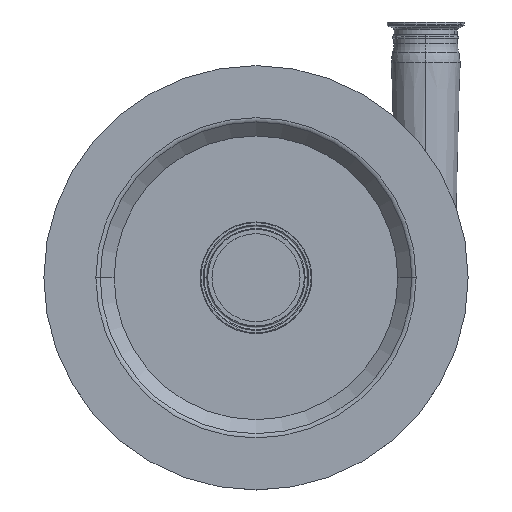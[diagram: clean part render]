
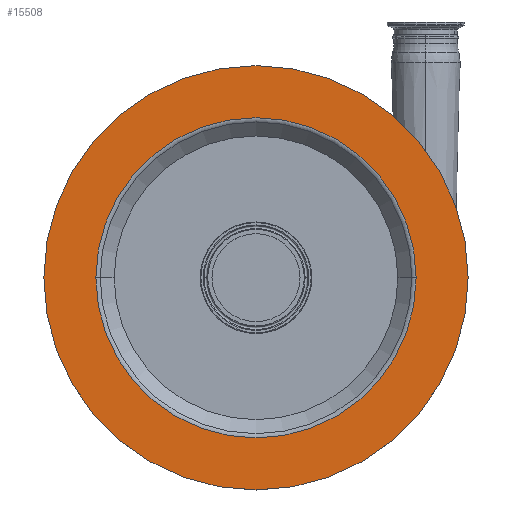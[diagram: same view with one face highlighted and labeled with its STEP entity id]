
A CAD part, top view. The second image highlights one B-rep face of the part: STEP entity #15508.
In plain terms, the highlighted planar face has unit normal (0, 0, 1).
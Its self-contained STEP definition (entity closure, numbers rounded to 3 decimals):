
#13 = DIRECTION ( 'NONE',  ( 0., 0., -1. ) ) ;
#1006 = CARTESIAN_POINT ( 'NONE',  ( 0., 0., 66. ) ) ;
#1161 = FACE_BOUND ( 'NONE', #12536, .T. ) ;
#1303 = ORIENTED_EDGE ( 'NONE', *, *, #12366, .F. ) ;
#1879 = ORIENTED_EDGE ( 'NONE', *, *, #5013, .T. ) ;
#2160 = CIRCLE ( 'NONE', #4885, 132.071 ) ;
#2388 = CARTESIAN_POINT ( 'NONE',  ( 0., 0., 66. ) ) ;
#3605 = CARTESIAN_POINT ( 'NONE',  ( 175., 0., 66. ) ) ;
#3616 = CARTESIAN_POINT ( 'NONE',  ( -175., 0., 66. ) ) ;
#3993 = DIRECTION ( 'NONE',  ( 0., 0., -1. ) ) ;
#4471 = VERTEX_POINT ( 'NONE', #3605 ) ;
#4885 = AXIS2_PLACEMENT_3D ( 'NONE', #1006, #10865, #9740 ) ;
#5013 = EDGE_CURVE ( 'NONE', #5735, #16943, #18235, .T. ) ;
#5308 = DIRECTION ( 'NONE',  ( 0., 0., -1. ) ) ;
#5551 = DIRECTION ( 'NONE',  ( 0., 0., -1. ) ) ;
#5735 = VERTEX_POINT ( 'NONE', #9607 ) ;
#5765 = CARTESIAN_POINT ( 'NONE',  ( -132.071, 0., 66. ) ) ;
#6883 = AXIS2_PLACEMENT_3D ( 'NONE', #13863, #5551, #11402 ) ;
#7002 = FACE_OUTER_BOUND ( 'NONE', #12947, .T. ) ;
#7041 = CARTESIAN_POINT ( 'NONE',  ( 0., 0., 66. ) ) ;
#7382 = DIRECTION ( 'NONE',  ( -1., 0., 0. ) ) ;
#8226 = EDGE_CURVE ( 'NONE', #16943, #5735, #2160, .T. ) ;
#9607 = CARTESIAN_POINT ( 'NONE',  ( 132.071, 0., 66. ) ) ;
#9657 = AXIS2_PLACEMENT_3D ( 'NONE', #2388, #3993, #15669 ) ;
#9740 = DIRECTION ( 'NONE',  ( -1., 0., 0. ) ) ;
#10383 = ORIENTED_EDGE ( 'NONE', *, *, #8226, .T. ) ;
#10865 = DIRECTION ( 'NONE',  ( 0., 0., -1. ) ) ;
#11402 = DIRECTION ( 'NONE',  ( -1., 0., 0. ) ) ;
#11608 = CARTESIAN_POINT ( 'NONE',  ( 0., 0., 66. ) ) ;
#12366 = EDGE_CURVE ( 'NONE', #4471, #13403, #15199, .T. ) ;
#12536 = EDGE_LOOP ( 'NONE', ( #10383, #1879 ) ) ;
#12947 = EDGE_LOOP ( 'NONE', ( #15357, #1303 ) ) ;
#13403 = VERTEX_POINT ( 'NONE', #3616 ) ;
#13863 = CARTESIAN_POINT ( 'NONE',  ( 0., 175., 66. ) ) ;
#15199 = CIRCLE ( 'NONE', #17353, 175. ) ;
#15357 = ORIENTED_EDGE ( 'NONE', *, *, #18932, .F. ) ;
#15508 = ADVANCED_FACE ( 'NONE', ( #1161, #7002 ), #18670, .F. ) ;
#15548 = DIRECTION ( 'NONE',  ( -1., 0., 0. ) ) ;
#15669 = DIRECTION ( 'NONE',  ( -1., 0., 0. ) ) ;
#15808 = AXIS2_PLACEMENT_3D ( 'NONE', #7041, #5308, #15548 ) ;
#16943 = VERTEX_POINT ( 'NONE', #5765 ) ;
#17353 = AXIS2_PLACEMENT_3D ( 'NONE', #11608, #13, #7382 ) ;
#17841 = CIRCLE ( 'NONE', #9657, 175. ) ;
#18235 = CIRCLE ( 'NONE', #15808, 132.071 ) ;
#18670 = PLANE ( 'NONE',  #6883 ) ;
#18932 = EDGE_CURVE ( 'NONE', #13403, #4471, #17841, .T. ) ;
